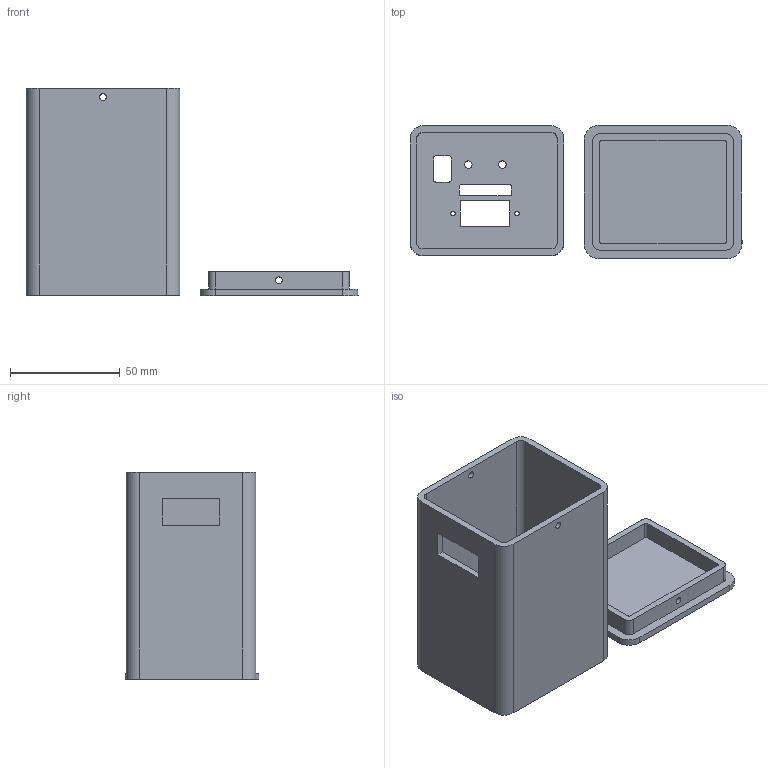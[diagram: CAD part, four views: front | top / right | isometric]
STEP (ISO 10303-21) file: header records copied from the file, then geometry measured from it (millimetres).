
FILE_DESCRIPTION(/* description */ ('STEP AP214'),/* implementation_level */ '2;1');
FILE_NAME(/* name */ 'DIY Gimbal zamba 2.0-Soporte v0.step',/* time_stamp */ '2025-11-17T21:11:28-03:00',/* author */ (''),/* organization */ (''),/* preprocessor_version */ 'ST-DEVELOPER v20.1',/* originating_system */ 'Autodesk Translation Framework v14.17.0.0',/* authorisation */ '');
FILE_SCHEMA (('AUTOMOTIVE_DESIGN { 1 0 10303 214 3 1 1 }'));
Length unit declared in the file: millimetre
Products named in the file (3): Self balancing platform; Base 01 - Yaw servo; bottom cover
Assembly tree (2 placements, depth 2):
  Self balancing platform
    Base 01 - Yaw servo
    bottom cover
Bounding box: 150.93 x 60.8 x 94.25 mm (x, y, z)
Volume: 95911.7 mm3; surface area: 64409.8 mm2
Topology: 2 solids, 2 shells, 82 faces, 225 edges, 150 vertices
Faces by surface type: plane 47, cylinder 35
Full cylindrical faces by diameter (mm): 2 x2, 3.1 x4, 3.4 x2
Entity records: 2759 total; most frequent: DIRECTION 469, CARTESIAN_POINT 462, ORIENTED_EDGE 450, EDGE_CURVE 225, AXIS2_PLACEMENT_3D 157, LINE 155, VECTOR 155, VERTEX_POINT 150
